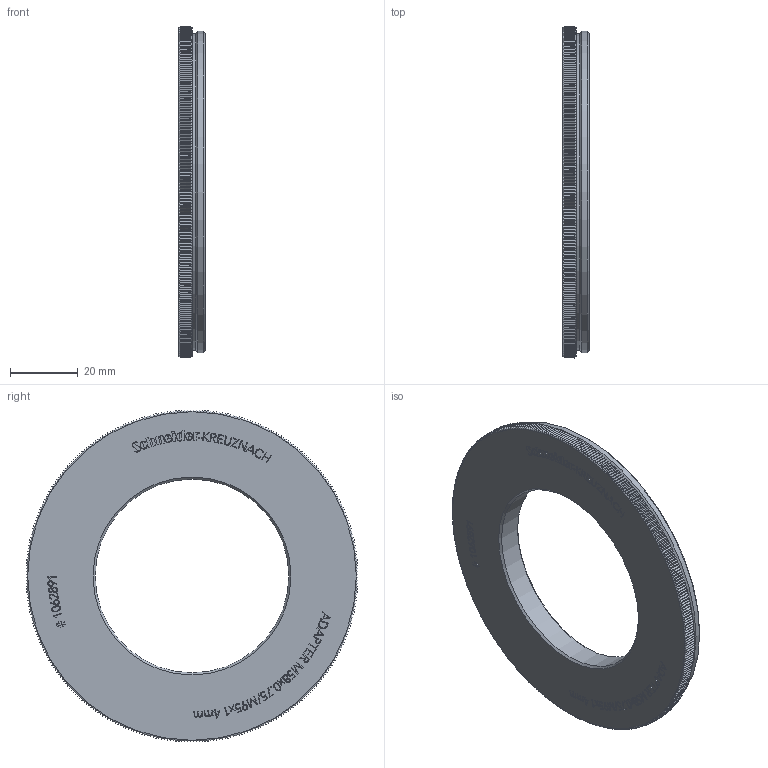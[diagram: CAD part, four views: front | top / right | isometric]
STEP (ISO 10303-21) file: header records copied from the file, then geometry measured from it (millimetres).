
FILE_DESCRIPTION(/* description */ (''),/* implementation_level */ '2;1');
FILE_NAME(/* name */ '1062891_00166890_001.stp',/* time_stamp */ '2022-04-26T10:34:22+02:00',/* author */ (''),/* organization */ (''),/* preprocessor_version */ 'ST-DEVELOPER v16',/* originating_system */ 'SIEMENS PLM Software NX 10.0',/* authorisation */ '');
FILE_SCHEMA (('AP203_CONFIGURATION_CONTROLLED_3D_DESIGN_OF_MECHANICAL_PARTS_AND_ASSEMBLIES_MIM_LF { 1 0 10303 403 2 1 2}'));
Length unit declared in the file: millimetre
Products named in the file (1): Froe4A5091FExl7v
Bounding box: 7.9 x 98 x 98 mm (x, y, z)
Volume: 36832.9 mm3; surface area: 14038.9 mm2
Topology: 1 solids, 1 shells, 1723 faces, 4576 edges, 2929 vertices
Faces by surface type: plane 1139, cylinder 361, extrusion 217, cone 6
Full cylindrical faces by diameter (mm): 57.18 x1, 93.6 x1, 95 x1
Entity records: 60224 total; most frequent: CARTESIAN_POINT 24836, ORIENTED_EDGE 9128, EDGE_CURVE 4564, DIRECTION 4170, B_SPLINE_CURVE_WITH_KNOTS 3853, VERTEX_POINT 2929, EDGE_LOOP 1811, ADVANCED_FACE 1723
